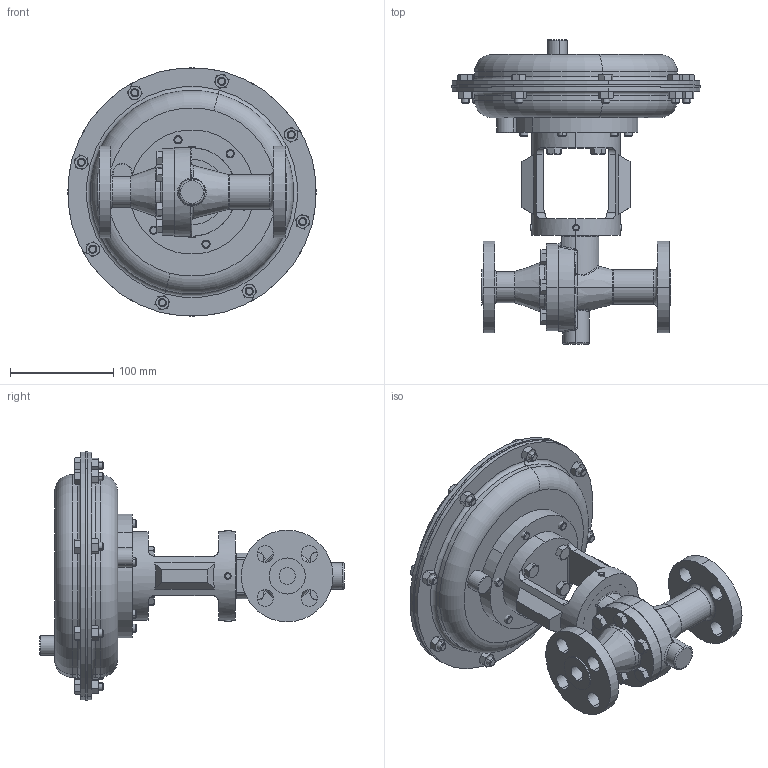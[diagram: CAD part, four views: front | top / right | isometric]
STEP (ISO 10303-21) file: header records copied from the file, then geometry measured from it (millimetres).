
FILE_DESCRIPTION (( 'STEP AP203' ), '1' );
FILE_NAME ('70-050-CS+S6-I5-35M.step', '2017-10-19T19:47:05', ( '' ), ( '' ), 'SwSTEP 2.0', 'SolidWorks 2014', '' );
FILE_SCHEMA (( 'CONFIG_CONTROL_DESIGN' ));
Length unit declared in the file: inch
Products named in the file (1): 70-050-CS+S6-I5-35M
Bounding box: 240.92 x 295.44 x 240.92 mm (x, y, z)
Volume: 3347420 mm3; surface area: 500911.5 mm2
Topology: 45 solids, 45 shells, 854 faces, 1814 edges, 1080 vertices
Faces by surface type: plane 341, cone 322, cylinder 144, torus 32, bspline 11, sphere 4
Entity records: 25928 total; most frequent: CARTESIAN_POINT 8188, DIRECTION 3632, ORIENTED_EDGE 3612, EDGE_CURVE 1806, AXIS2_PLACEMENT_3D 1508, VERTEX_POINT 1080, EDGE_LOOP 910, FACE_OUTER_BOUND 854
